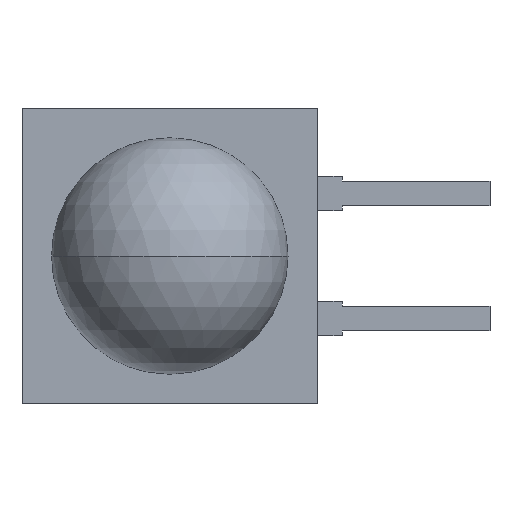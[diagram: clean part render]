
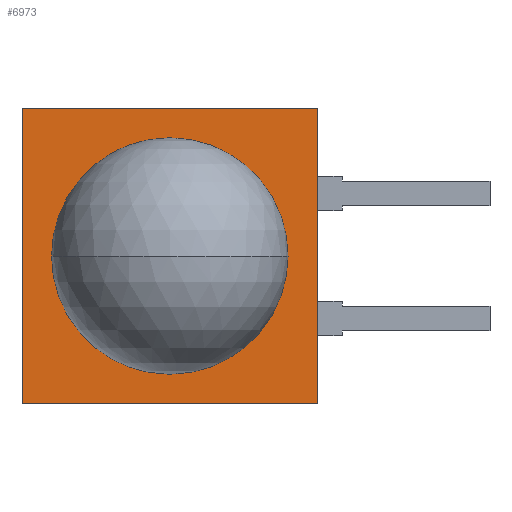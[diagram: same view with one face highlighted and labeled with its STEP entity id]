
A CAD part, left-side view. The second image highlights one B-rep face of the part: STEP entity #6973.
In plain terms, the highlighted planar face has unit normal (-1, 0, 0).
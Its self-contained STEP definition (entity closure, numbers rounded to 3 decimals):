
#155 = ORIENTED_EDGE ( 'NONE', *, *, #190, .F. ) ;
#157 = EDGE_LOOP ( 'NONE', ( #155, #7201 ) ) ;
#190 = EDGE_CURVE ( 'NONE', #7531, #7528, #10875, .T. ) ;
#4724 = DIRECTION ( 'NONE',  ( 0., -1., 0. ) ) ;
#4725 = VECTOR ( 'NONE', #4724, 1000. ) ;
#4726 = CARTESIAN_POINT ( 'NONE',  ( 0., 0., 3. ) ) ;
#4727 = LINE ( 'NONE', #4726, #4725 ) ;
#5172 = CARTESIAN_POINT ( 'NONE',  ( 0., 6., 3. ) ) ;
#6973 = ADVANCED_FACE ( 'NONE', ( #11151, #11150 ), #11187, .T. ) ;
#7053 = ORIENTED_EDGE ( 'NONE', *, *, #10326, .T. ) ;
#7199 = ORIENTED_EDGE ( 'NONE', *, *, #7210, .T. ) ;
#7200 = VERTEX_POINT ( 'NONE', #11762 ) ;
#7201 = ORIENTED_EDGE ( 'NONE', *, *, #7530, .F. ) ;
#7210 = EDGE_CURVE ( 'NONE', #7200, #10274, #11745, .T. ) ;
#7214 = EDGE_LOOP ( 'NONE', ( #7215, #7216, #7199, #7053 ) ) ;
#7215 = ORIENTED_EDGE ( 'NONE', *, *, #8832, .F. ) ;
#7216 = ORIENTED_EDGE ( 'NONE', *, *, #7217, .F. ) ;
#7217 = EDGE_CURVE ( 'NONE', #7200, #8948, #11737, .T. ) ;
#7528 = VERTEX_POINT ( 'NONE', #12848 ) ;
#7530 = EDGE_CURVE ( 'NONE', #7528, #7531, #12847, .T. ) ;
#7531 = VERTEX_POINT ( 'NONE', #12842 ) ;
#8832 = EDGE_CURVE ( 'NONE', #8948, #9795, #4727, .T. ) ;
#8948 = VERTEX_POINT ( 'NONE', #5172 ) ;
#9795 = VERTEX_POINT ( 'NONE', #17091 ) ;
#10274 = VERTEX_POINT ( 'NONE', #19068 ) ;
#10326 = EDGE_CURVE ( 'NONE', #10274, #9795, #19180, .T. ) ;
#10871 = DIRECTION ( 'NONE',  ( 0., 0., 1. ) ) ;
#10872 = DIRECTION ( 'NONE',  ( -1., 0., 0. ) ) ;
#10873 = CARTESIAN_POINT ( 'NONE',  ( 0., 3., 0. ) ) ;
#10874 = AXIS2_PLACEMENT_3D ( 'NONE', #10873, #10872, #10871 ) ;
#10875 = CIRCLE ( 'NONE', #10874, 2.4 ) ;
#11150 = FACE_OUTER_BOUND ( 'NONE', #7214, .T. ) ;
#11151 = FACE_BOUND ( 'NONE', #157, .T. ) ;
#11183 = DIRECTION ( 'NONE',  ( 0., 0., 1. ) ) ;
#11184 = DIRECTION ( 'NONE',  ( -1., 0., 0. ) ) ;
#11185 = CARTESIAN_POINT ( 'NONE',  ( 0., 0., -3. ) ) ;
#11186 = AXIS2_PLACEMENT_3D ( 'NONE', #11185, #11184, #11183 ) ;
#11187 = PLANE ( 'NONE',  #11186 ) ;
#11736 = CARTESIAN_POINT ( 'NONE',  ( 0., 6., -3. ) ) ;
#11737 = LINE ( 'NONE', #11736, #11801 ) ;
#11738 = DIRECTION ( 'NONE',  ( 0., -1., 0. ) ) ;
#11739 = VECTOR ( 'NONE', #11738, 1000. ) ;
#11740 = CARTESIAN_POINT ( 'NONE',  ( 0., 0., -3. ) ) ;
#11745 = LINE ( 'NONE', #11740, #11739 ) ;
#11762 = CARTESIAN_POINT ( 'NONE',  ( 0., 6., -3. ) ) ;
#11800 = DIRECTION ( 'NONE',  ( 0., 0., 1. ) ) ;
#11801 = VECTOR ( 'NONE', #11800, 1000. ) ;
#12842 = CARTESIAN_POINT ( 'NONE',  ( 0., 5.4, 0. ) ) ;
#12843 = DIRECTION ( 'NONE',  ( 0., 0., 1. ) ) ;
#12844 = DIRECTION ( 'NONE',  ( -1., 0., 0. ) ) ;
#12845 = CARTESIAN_POINT ( 'NONE',  ( 0., 3., 0. ) ) ;
#12846 = AXIS2_PLACEMENT_3D ( 'NONE', #12845, #12844, #12843 ) ;
#12847 = CIRCLE ( 'NONE', #12846, 2.4 ) ;
#12848 = CARTESIAN_POINT ( 'NONE',  ( 0., 0.6, 0. ) ) ;
#17091 = CARTESIAN_POINT ( 'NONE',  ( 0., 0., 3. ) ) ;
#19068 = CARTESIAN_POINT ( 'NONE',  ( 0., 0., -3. ) ) ;
#19177 = DIRECTION ( 'NONE',  ( 0., 0., 1. ) ) ;
#19178 = VECTOR ( 'NONE', #19177, 1000. ) ;
#19179 = CARTESIAN_POINT ( 'NONE',  ( 0., 0., -3. ) ) ;
#19180 = LINE ( 'NONE', #19179, #19178 ) ;
